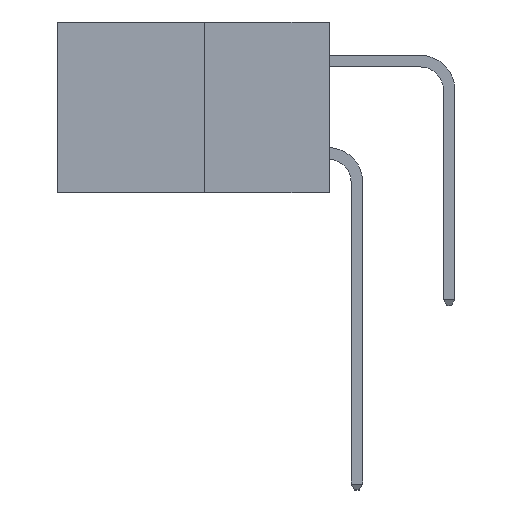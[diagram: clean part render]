
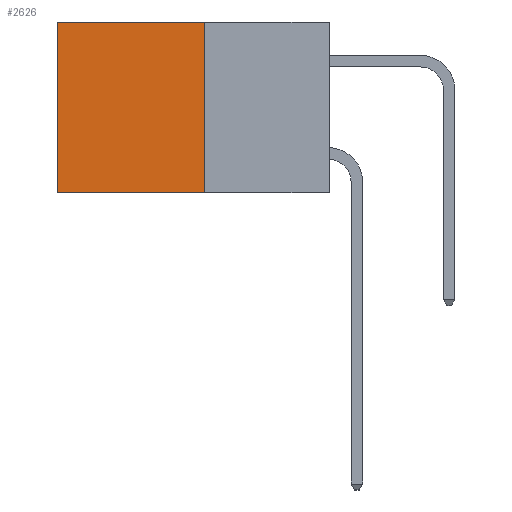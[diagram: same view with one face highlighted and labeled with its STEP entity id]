
A CAD part, left-side view. The second image highlights one B-rep face of the part: STEP entity #2626.
In plain terms, the highlighted planar face has unit normal (-1, 0, 0).
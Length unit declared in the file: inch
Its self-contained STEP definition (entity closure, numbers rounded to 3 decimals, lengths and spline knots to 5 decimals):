
#168 = ORIENTED_EDGE ( 'NONE', *, *, #3649, .F. ) ;
#427 = LINE ( 'NONE', #8216, #10779 ) ;
#1036 = FACE_OUTER_BOUND ( 'NONE', #12681, .T. ) ;
#1762 = AXIS2_PLACEMENT_3D ( 'NONE', #8129, #3598, #10254 ) ;
#2013 = PLANE ( 'NONE',  #1762 ) ;
#2130 = ORIENTED_EDGE ( 'NONE', *, *, #10737, .F. ) ;
#2626 = ADVANCED_FACE ( 'NONE', ( #1036 ), #2013, .F. ) ;
#3022 = CARTESIAN_POINT ( 'NONE',  ( 0.277, 0.59, -0.37 ) ) ;
#3371 = VERTEX_POINT ( 'NONE', #3934 ) ;
#3598 = DIRECTION ( 'NONE',  ( 1., 0., 0. ) ) ;
#3649 = EDGE_CURVE ( 'NONE', #6099, #3371, #12354, .T. ) ;
#3807 = EDGE_CURVE ( 'NONE', #6099, #9963, #7968, .T. ) ;
#3934 = CARTESIAN_POINT ( 'NONE',  ( 0.277, 0.27, -0.37 ) ) ;
#4462 = CARTESIAN_POINT ( 'NONE',  ( 0.277, 0.59, 0. ) ) ;
#4589 = DIRECTION ( 'NONE',  ( 0., 1., 0. ) ) ;
#5266 = DIRECTION ( 'NONE',  ( 0., 0., -1. ) ) ;
#6017 = LINE ( 'NONE', #12472, #8410 ) ;
#6099 = VERTEX_POINT ( 'NONE', #8752 ) ;
#6788 = ORIENTED_EDGE ( 'NONE', *, *, #3807, .T. ) ;
#7177 = VECTOR ( 'NONE', #5266, 39.37008 ) ;
#7245 = CARTESIAN_POINT ( 'NONE',  ( 0.277, 0.27, -0.37 ) ) ;
#7758 = CARTESIAN_POINT ( 'NONE',  ( 0.277, 0.27, 0. ) ) ;
#7968 = LINE ( 'NONE', #7758, #12734 ) ;
#7974 = DIRECTION ( 'NONE',  ( 0., 1., 0. ) ) ;
#7994 = EDGE_CURVE ( 'NONE', #9963, #10340, #427, .T. ) ;
#8129 = CARTESIAN_POINT ( 'NONE',  ( 0.277, 0.27, -0.37 ) ) ;
#8216 = CARTESIAN_POINT ( 'NONE',  ( 0.277, 0.59, -0.37 ) ) ;
#8410 = VECTOR ( 'NONE', #4589, 39.37008 ) ;
#8752 = CARTESIAN_POINT ( 'NONE',  ( 0.277, 0.27, 0. ) ) ;
#9134 = ORIENTED_EDGE ( 'NONE', *, *, #7994, .T. ) ;
#9963 = VERTEX_POINT ( 'NONE', #4462 ) ;
#10254 = DIRECTION ( 'NONE',  ( 0., 0., -1. ) ) ;
#10340 = VERTEX_POINT ( 'NONE', #3022 ) ;
#10737 = EDGE_CURVE ( 'NONE', #3371, #10340, #6017, .T. ) ;
#10779 = VECTOR ( 'NONE', #12632, 39.37008 ) ;
#12354 = LINE ( 'NONE', #7245, #7177 ) ;
#12472 = CARTESIAN_POINT ( 'NONE',  ( 0.277, 0.27, -0.37 ) ) ;
#12632 = DIRECTION ( 'NONE',  ( 0., 0., -1. ) ) ;
#12681 = EDGE_LOOP ( 'NONE', ( #9134, #2130, #168, #6788 ) ) ;
#12734 = VECTOR ( 'NONE', #7974, 39.37008 ) ;
